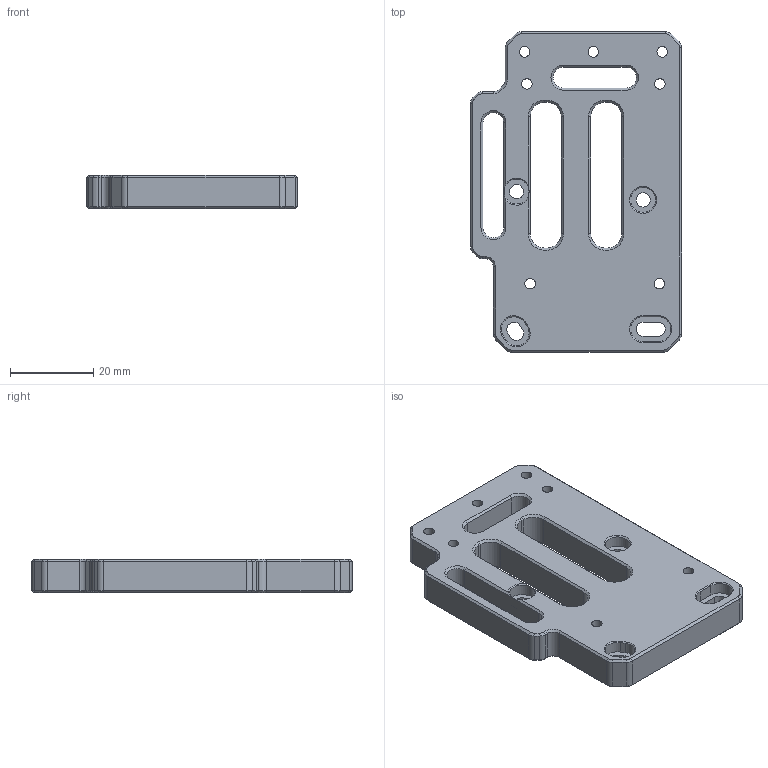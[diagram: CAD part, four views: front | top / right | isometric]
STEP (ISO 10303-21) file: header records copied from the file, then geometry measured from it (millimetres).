
FILE_DESCRIPTION(/* description */ (''),/* implementation_level */ '2;1');
FILE_NAME(/* name */ 'lgx_and_hemera_extruder_plate.step',/* time_stamp */ '2021-03-13T19:02:45+07:00',/* author */ (''),/* organization */ (''),/* preprocessor_version */ 'ST-DEVELOPER v18.1',/* originating_system */ 'Autodesk Translation Framework v9.10.0.1330',/* authorisation */ '');
FILE_SCHEMA (('AUTOMOTIVE_DESIGN { 1 0 10303 214 3 1 1 }'));
Length unit declared in the file: millimetre
Products named in the file (1): Hemera Extruder Plate
Bounding box: 50.6 x 76.81 x 8 mm (x, y, z)
Volume: 21914.2 mm3; surface area: 10317.1 mm2
Topology: 1 solids, 1 shells, 207 faces, 491 edges, 288 vertices
Faces by surface type: plane 100, cone 61, cylinder 46
Full cylindrical faces by diameter (mm): 2.529 x7, 3.4 x2, 6 x2
Entity records: 5933 total; most frequent: DIRECTION 1059, CARTESIAN_POINT 995, ORIENTED_EDGE 982, EDGE_CURVE 491, AXIS2_PLACEMENT_3D 364, LINE 331, VECTOR 331, VERTEX_POINT 288
